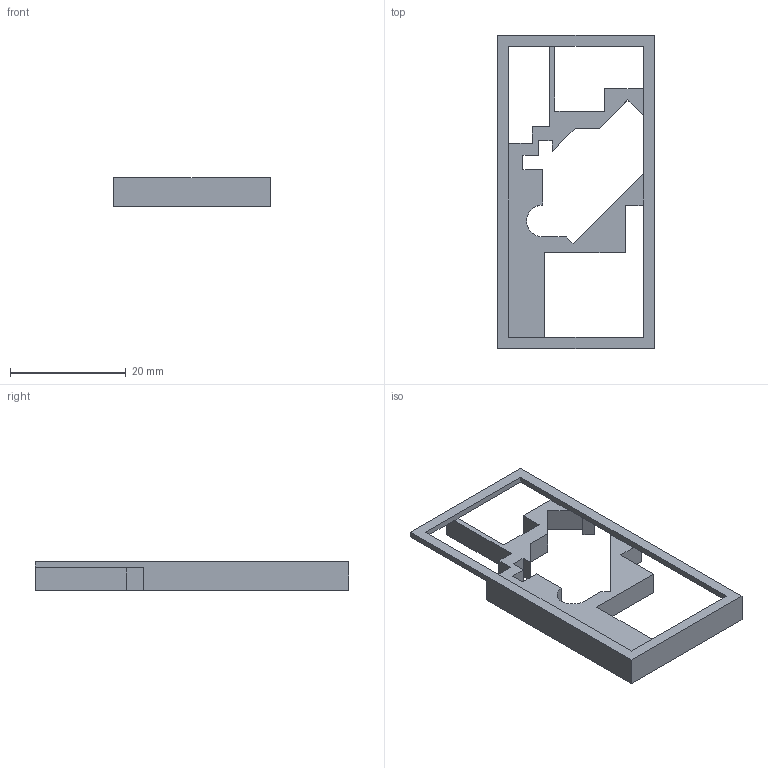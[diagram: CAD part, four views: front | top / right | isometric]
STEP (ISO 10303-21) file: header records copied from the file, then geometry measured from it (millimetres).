
FILE_DESCRIPTION(('FreeCAD Model'),'2;1');
FILE_NAME('Open CASCADE Shape Model','2025-02-21T00:47:10',(''),(''), 'Open CASCADE STEP processor 7.7','FreeCAD','Unknown');
FILE_SCHEMA(('AUTOMOTIVE_DESIGN { 1 0 10303 214 1 1 1 1 }'));
Length unit declared in the file: millimetre
Products named in the file (1): mouse distance
Bounding box: 27 x 54 x 5 mm (x, y, z)
Volume: 2147.4 mm3; surface area: 2701.8 mm2
Topology: 1 solids, 1 shells, 45 faces, 150 edges, 100 vertices
Faces by surface type: plane 44, cylinder 1
Entity records: 1646 total; most frequent: ORIENTED_EDGE 300, CARTESIAN_POINT 296, DIRECTION 244, EDGE_CURVE 150, LINE 148, VECTOR 148, VERTEX_POINT 100, AXIS2_PLACEMENT_3D 48
